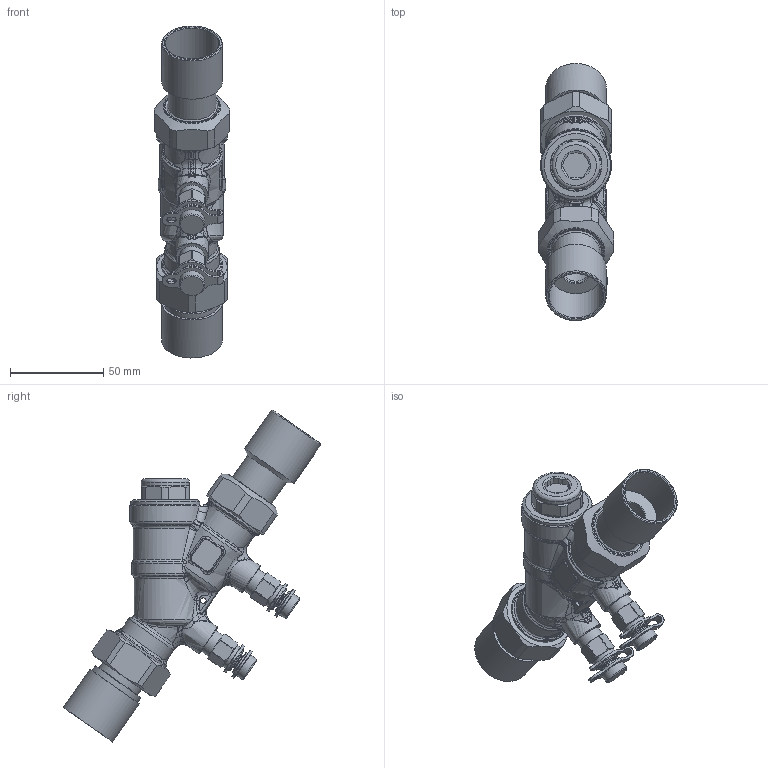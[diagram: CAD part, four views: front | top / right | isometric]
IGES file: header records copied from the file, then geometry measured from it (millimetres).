
Global section: file name: 128469AFC_Simplify_1; native system: Autodesk Inventor 2025; preprocessor: unknown; author: ischreiner; date: 20250721.134934; units: inch
Bounding box: 40.64 x 138.1 x 177.97 mm (x, y, z)
Volume: 176939.6 mm3; surface area: 49627.7 mm2
Topology: 6 solids, 6 shells, 1134 faces, 2781 edges, 1670 vertices
Faces by surface type: bspline 1134
